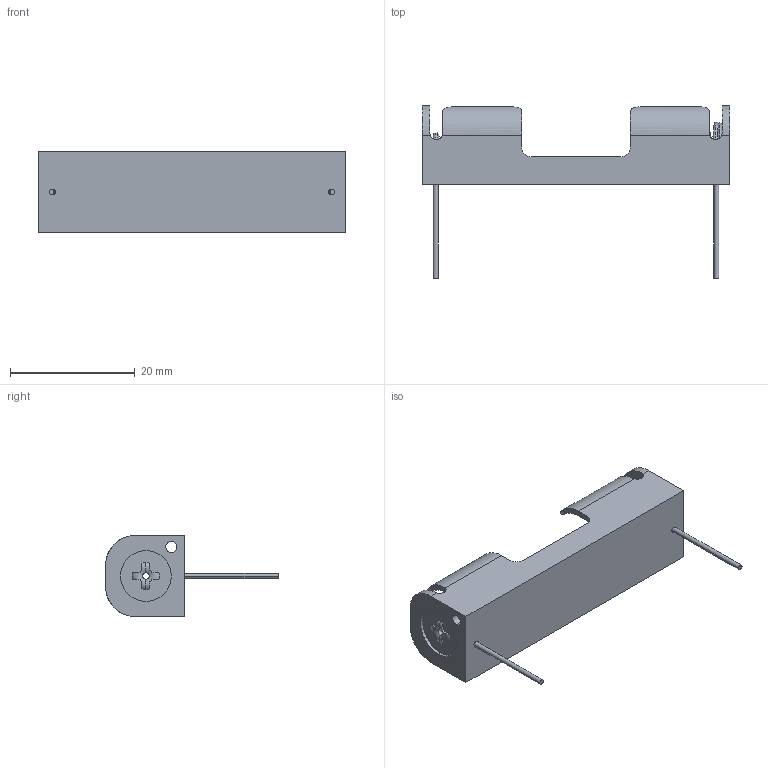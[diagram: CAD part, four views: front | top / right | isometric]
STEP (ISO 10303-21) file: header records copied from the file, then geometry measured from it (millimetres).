
FILE_DESCRIPTION (( 'STEP AP214' ), '1' );
FILE_NAME ('2466.STEP', '2008-03-20T12:48:33', ( 'Richard Maletta' ), ( '' ), 'SwSTEP 2.0', 'SolidWorks 2008', '' );
FILE_SCHEMA (( 'AUTOMOTIVE_DESIGN' ));
Length unit declared in the file: millimetre
Products named in the file (1): 2466
Bounding box: 49.4 x 27.69 x 13 mm (x, y, z)
Volume: 1869.5 mm3; surface area: 4114.6 mm2
Topology: 6 solids, 6 shells, 194 faces, 506 edges, 328 vertices
Faces by surface type: plane 92, cylinder 72, torus 24, bspline 6
Entity records: 11022 total; most frequent: CARTESIAN_POINT 3975, DIRECTION 1014, ORIENTED_EDGE 1012, EDGE_CURVE 506, AXIS2_PLACEMENT_3D 379, VERTEX_POINT 328, VECTOR 256, LINE 256
